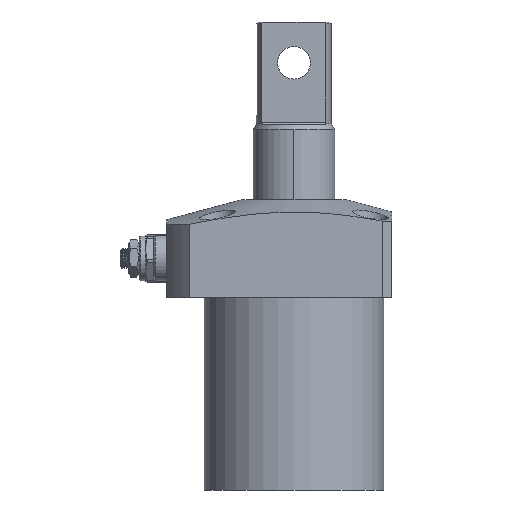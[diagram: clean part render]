
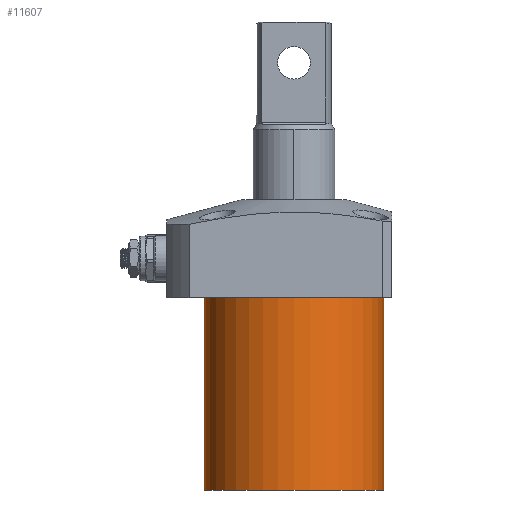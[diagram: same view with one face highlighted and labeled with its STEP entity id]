
A CAD part, front view. The second image highlights one B-rep face of the part: STEP entity #11607.
In plain terms, the highlighted cylindrical face has radius 27.5 mm (diameter 55 mm), a partial arc.
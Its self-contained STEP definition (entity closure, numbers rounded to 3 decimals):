
#157 = VECTOR ( 'NONE', #5821, 1000. ) ;
#299 = EDGE_CURVE ( 'NONE', #23580, #22543, #26522, .T. ) ;
#574 = VERTEX_POINT ( 'NONE', #986 ) ;
#879 = DIRECTION ( 'NONE',  ( 0., 0., 1. ) ) ;
#986 = CARTESIAN_POINT ( 'NONE',  ( 27.5, 0., 0. ) ) ;
#1406 = CARTESIAN_POINT ( 'NONE',  ( -27.5, 0., -59. ) ) ;
#3072 = AXIS2_PLACEMENT_3D ( 'NONE', #19968, #27347, #10036 ) ;
#4451 = ORIENTED_EDGE ( 'NONE', *, *, #299, .F. ) ;
#5821 = DIRECTION ( 'NONE',  ( 0., 0., 1. ) ) ;
#7781 = CARTESIAN_POINT ( 'NONE',  ( -27.5, 0., -59. ) ) ;
#8457 = CIRCLE ( 'NONE', #3072, 27.5 ) ;
#8546 = DIRECTION ( 'NONE',  ( 0., 0., 1. ) ) ;
#8582 = VERTEX_POINT ( 'NONE', #24401 ) ;
#9795 = CYLINDRICAL_SURFACE ( 'NONE', #12391, 27.5 ) ;
#10036 = DIRECTION ( 'NONE',  ( 1., 0., 0. ) ) ;
#10825 = AXIS2_PLACEMENT_3D ( 'NONE', #20534, #13121, #15559 ) ;
#11333 = VECTOR ( 'NONE', #8546, 1000. ) ;
#11607 = ADVANCED_FACE ( 'NONE', ( #18053 ), #9795, .T. ) ;
#12391 = AXIS2_PLACEMENT_3D ( 'NONE', #12736, #879, #29817 ) ;
#12736 = CARTESIAN_POINT ( 'NONE',  ( 0., 0., -59. ) ) ;
#12826 = CIRCLE ( 'NONE', #10825, 27.5 ) ;
#13121 = DIRECTION ( 'NONE',  ( 0., 0., -1. ) ) ;
#15559 = DIRECTION ( 'NONE',  ( -1., 0., 0. ) ) ;
#18053 = FACE_OUTER_BOUND ( 'NONE', #21545, .T. ) ;
#18127 = EDGE_CURVE ( 'NONE', #8582, #574, #23050, .T. ) ;
#18556 = EDGE_CURVE ( 'NONE', #8582, #23580, #12826, .T. ) ;
#19968 = CARTESIAN_POINT ( 'NONE',  ( 0., 0., 0. ) ) ;
#20534 = CARTESIAN_POINT ( 'NONE',  ( 0., 0., -59. ) ) ;
#20862 = ORIENTED_EDGE ( 'NONE', *, *, #18556, .F. ) ;
#21545 = EDGE_LOOP ( 'NONE', ( #4451, #20862, #24662, #27613 ) ) ;
#22543 = VERTEX_POINT ( 'NONE', #23589 ) ;
#23050 = LINE ( 'NONE', #30241, #11333 ) ;
#23580 = VERTEX_POINT ( 'NONE', #7781 ) ;
#23589 = CARTESIAN_POINT ( 'NONE',  ( -27.5, 0., 0. ) ) ;
#24401 = CARTESIAN_POINT ( 'NONE',  ( 27.5, 0., -59. ) ) ;
#24662 = ORIENTED_EDGE ( 'NONE', *, *, #18127, .T. ) ;
#26522 = LINE ( 'NONE', #1406, #157 ) ;
#26949 = EDGE_CURVE ( 'NONE', #574, #22543, #8457, .T. ) ;
#27347 = DIRECTION ( 'NONE',  ( 0., 0., -1. ) ) ;
#27613 = ORIENTED_EDGE ( 'NONE', *, *, #26949, .T. ) ;
#29817 = DIRECTION ( 'NONE',  ( 1., 0., 0. ) ) ;
#30241 = CARTESIAN_POINT ( 'NONE',  ( 27.5, 0., -59. ) ) ;
